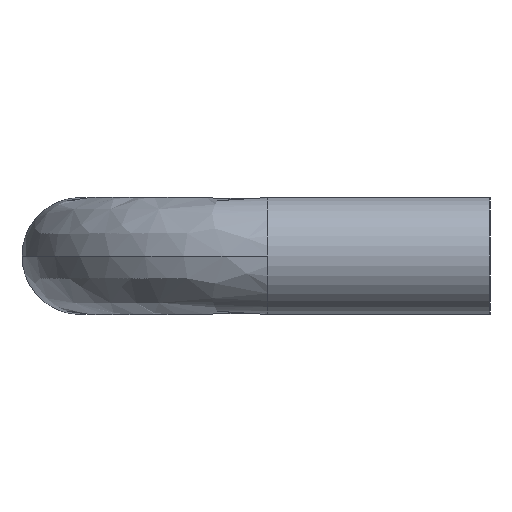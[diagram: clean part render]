
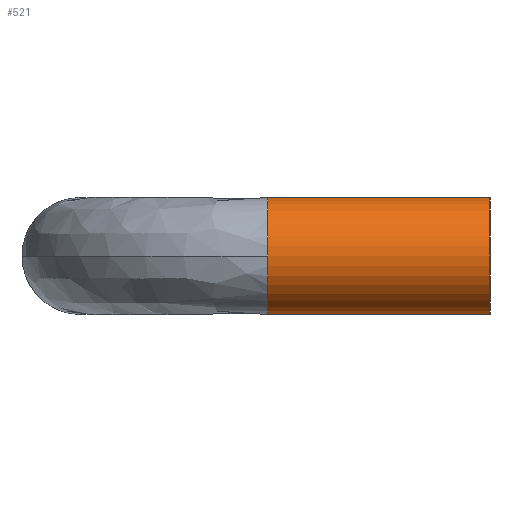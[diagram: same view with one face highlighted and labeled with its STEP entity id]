
A CAD part, left-side view. The second image highlights one B-rep face of the part: STEP entity #521.
In plain terms, the highlighted cylindrical face has radius 5 mm (diameter 10 mm), a partial arc.
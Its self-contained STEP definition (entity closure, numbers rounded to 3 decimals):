
#47 = CARTESIAN_POINT ( 'NONE',  ( -60., 0., 5. ) ) ;
#48 = DIRECTION ( 'NONE',  ( 0., 1., 0. ) ) ;
#60 = VERTEX_POINT ( 'NONE', #493 ) ;
#70 = LINE ( 'NONE', #172, #367 ) ;
#77 = EDGE_CURVE ( 'NONE', #652, #598, #328, .T. ) ;
#115 = EDGE_CURVE ( 'NONE', #598, #301, #278, .T. ) ;
#131 = DIRECTION ( 'NONE',  ( 0., 0., -1. ) ) ;
#146 = ORIENTED_EDGE ( 'NONE', *, *, #184, .F. ) ;
#147 = CARTESIAN_POINT ( 'NONE',  ( -60., 0., -5. ) ) ;
#155 = AXIS2_PLACEMENT_3D ( 'NONE', #607, #48, #131 ) ;
#158 = CARTESIAN_POINT ( 'NONE',  ( -60., 0., 0. ) ) ;
#169 = CARTESIAN_POINT ( 'NONE',  ( -60., 19., 0. ) ) ;
#172 = CARTESIAN_POINT ( 'NONE',  ( -60., 0., 5. ) ) ;
#184 = EDGE_CURVE ( 'NONE', #301, #412, #70, .T. ) ;
#224 = DIRECTION ( 'NONE',  ( -1., 0., 0. ) ) ;
#240 = AXIS2_PLACEMENT_3D ( 'NONE', #158, #374, #536 ) ;
#261 = ORIENTED_EDGE ( 'NONE', *, *, #444, .T. ) ;
#270 = AXIS2_PLACEMENT_3D ( 'NONE', #459, #664, #224 ) ;
#272 = CYLINDRICAL_SURFACE ( 'NONE', #240, 5. ) ;
#273 = FACE_OUTER_BOUND ( 'NONE', #456, .T. ) ;
#278 = CIRCLE ( 'NONE', #270, 5. ) ;
#280 = DIRECTION ( 'NONE',  ( 0., -1., 0. ) ) ;
#282 = DIRECTION ( 'NONE',  ( 0., 1., 0. ) ) ;
#285 = CARTESIAN_POINT ( 'NONE',  ( -65., 19., 0. ) ) ;
#286 = DIRECTION ( 'NONE',  ( -1., 0., 0. ) ) ;
#301 = VERTEX_POINT ( 'NONE', #411 ) ;
#328 = CIRCLE ( 'NONE', #418, 5. ) ;
#361 = DIRECTION ( 'NONE',  ( 0., -1., 0. ) ) ;
#363 = ORIENTED_EDGE ( 'NONE', *, *, #115, .F. ) ;
#367 = VECTOR ( 'NONE', #280, 1000. ) ;
#374 = DIRECTION ( 'NONE',  ( 0., -1., 0. ) ) ;
#411 = CARTESIAN_POINT ( 'NONE',  ( -60., 19., 5. ) ) ;
#412 = VERTEX_POINT ( 'NONE', #47 ) ;
#418 = AXIS2_PLACEMENT_3D ( 'NONE', #169, #282, #286 ) ;
#444 = EDGE_CURVE ( 'NONE', #652, #60, #618, .T. ) ;
#456 = EDGE_LOOP ( 'NONE', ( #146, #363, #506, #261, #527 ) ) ;
#459 = CARTESIAN_POINT ( 'NONE',  ( -60., 19., 0. ) ) ;
#466 = CIRCLE ( 'NONE', #155, 5. ) ;
#486 = VECTOR ( 'NONE', #361, 1000. ) ;
#493 = CARTESIAN_POINT ( 'NONE',  ( -60., 0., -5. ) ) ;
#506 = ORIENTED_EDGE ( 'NONE', *, *, #77, .F. ) ;
#521 = ADVANCED_FACE ( 'NONE', ( #273 ), #272, .T. ) ;
#527 = ORIENTED_EDGE ( 'NONE', *, *, #642, .T. ) ;
#536 = DIRECTION ( 'NONE',  ( 0., 0., -1. ) ) ;
#598 = VERTEX_POINT ( 'NONE', #285 ) ;
#607 = CARTESIAN_POINT ( 'NONE',  ( -60., 0., 0. ) ) ;
#618 = LINE ( 'NONE', #147, #486 ) ;
#642 = EDGE_CURVE ( 'NONE', #60, #412, #466, .T. ) ;
#652 = VERTEX_POINT ( 'NONE', #656 ) ;
#656 = CARTESIAN_POINT ( 'NONE',  ( -60., 19., -5. ) ) ;
#664 = DIRECTION ( 'NONE',  ( 0., 1., 0. ) ) ;
